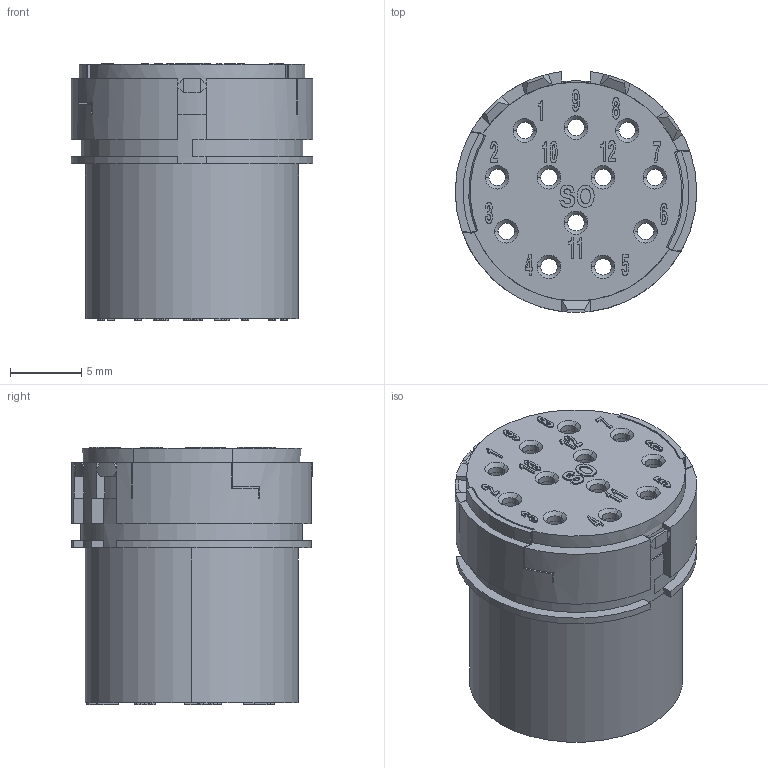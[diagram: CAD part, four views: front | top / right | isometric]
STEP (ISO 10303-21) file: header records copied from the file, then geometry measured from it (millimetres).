
FILE_DESCRIPTION((''),'2;1');
FILE_NAME('HR23-012-FC_SW0001','2017-07-24T',('tc.chen'),(''),'PRO/ENGINEER BY PARAMETRIC TECHNOLOGY CORPORATION, 2012480','PRO/ENGINEER BY PARAMETRIC TECHNOLOGY CORPORATION, 2012480','');
FILE_SCHEMA(('AUTOMOTIVE_DESIGN { 1 0 10303 214 1 1 1 1 }'));
Length unit declared in the file: millimetre
Products named in the file (1): HR23-012-FC_SW0001
Bounding box: 17 x 16.94 x 18.15 mm (x, y, z)
Volume: 2309.5 mm3; surface area: 4251.9 mm2
Topology: 1 solids, 1 shells, 1177 faces, 3256 edges, 2135 vertices
Faces by surface type: plane 489, extrusion 442, cylinder 150, cone 92, torus 4
Entity records: 39689 total; most frequent: CARTESIAN_POINT 10943, ORIENTED_EDGE 6512, DIRECTION 4718, EDGE_CURVE 3256, VERTEX_POINT 2135, VECTOR 2068, LINE 1626, B_SPLINE_CURVE_WITH_KNOTS 1482
